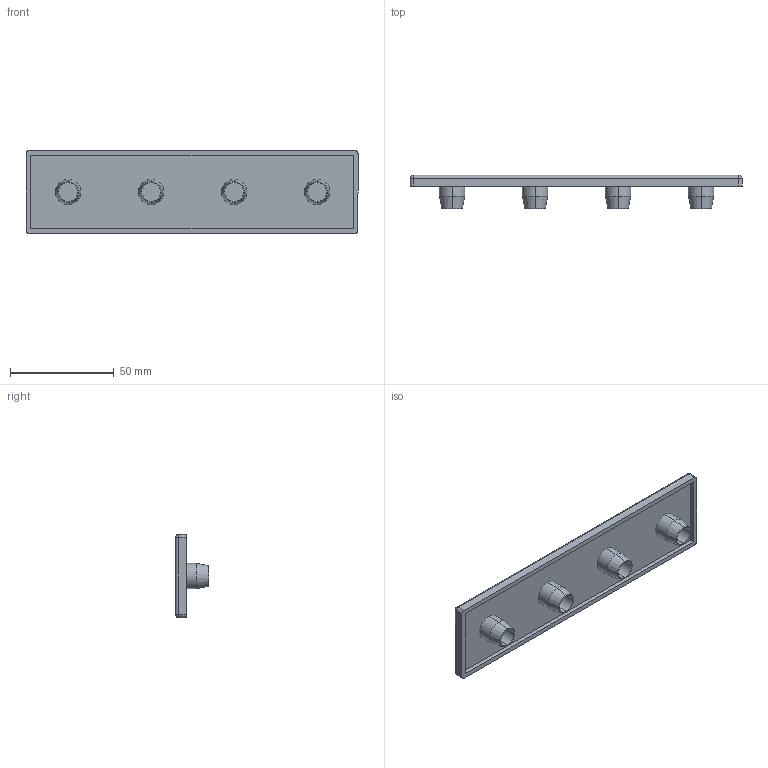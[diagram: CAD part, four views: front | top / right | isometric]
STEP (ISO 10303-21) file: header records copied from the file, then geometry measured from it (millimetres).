
FILE_DESCRIPTION (( 'STEP AP214' ), '1' );
FILE_NAME ('SNSD.30.52.86. Çàãëóøêà òîðöåâàÿ 40x160(H52).STEP', '2015-07-28T09:03:13', ( 'user' ), ( '' ), 'SwSTEP 2.0', 'SolidWorks 2014', '' );
FILE_SCHEMA (( 'AUTOMOTIVE_DESIGN' ));
Length unit declared in the file: millimetre
Products named in the file (2): SNSD.30.52.86. Çàãëóøêà òîðöåâàÿ 40x160(H52)
Bounding box: 160 x 16.1 x 40 mm (x, y, z)
Volume: 24969.1 mm3; surface area: 18596.4 mm2
Topology: 1 solids, 1 shells, 55 faces, 116 edges, 68 vertices
Faces by surface type: cylinder 24, plane 19, cone 8, sphere 4
Entity records: 1491 total; most frequent: DIRECTION 282, CARTESIAN_POINT 237, ORIENTED_EDGE 224, AXIS2_PLACEMENT_3D 113, EDGE_CURVE 112, VERTEX_POINT 68, EDGE_LOOP 64, CIRCLE 56
